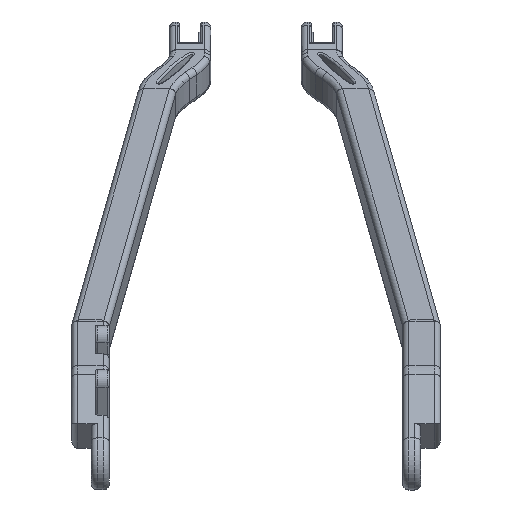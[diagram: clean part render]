
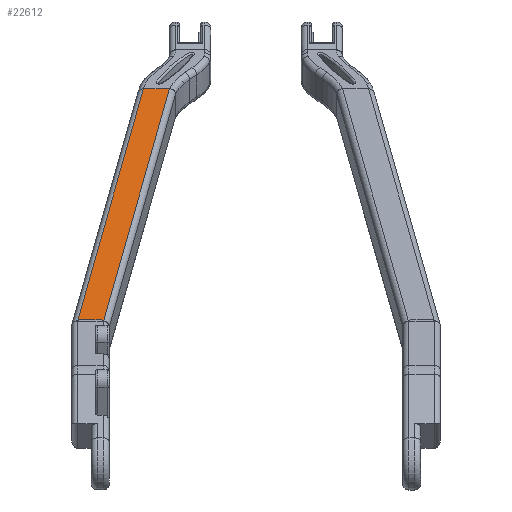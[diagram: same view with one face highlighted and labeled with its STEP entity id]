
A CAD part, left-side view. The second image highlights one B-rep face of the part: STEP entity #22612.
In plain terms, the highlighted planar face has unit normal (-0.489, 0, 0.872).
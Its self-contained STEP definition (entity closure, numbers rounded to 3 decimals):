
#22612 = ADVANCED_FACE('',(#22613),#22627,.T.);
#22613 = FACE_BOUND('',#22614,.F.);
#22614 = EDGE_LOOP('',(#22615,#22650,#22678,#22706));
#22615 = ORIENTED_EDGE('',*,*,#22616,.F.);
#22616 = EDGE_CURVE('',#22617,#22619,#22621,.T.);
#22617 = VERTEX_POINT('',#22618);
#22618 = CARTESIAN_POINT('',(-363.727,77.071,
    411.192));
#22619 = VERTEX_POINT('',#22620);
#22620 = CARTESIAN_POINT('',(-154.484,43.68,
    528.5));
#22621 = SURFACE_CURVE('',#22622,(#22626,#22638),.PCURVE_S1.);
#22622 = LINE('',#22623,#22624);
#22623 = CARTESIAN_POINT('',(-369.705,78.025,
    407.84));
#22624 = VECTOR('',#22625,1.);
#22625 = DIRECTION('',(0.864,-0.138,0.484));
#22626 = PCURVE('',#22627,#22632);
#22627 = PLANE('',#22628);
#22628 = AXIS2_PLACEMENT_3D('',#22629,#22630,#22631);
#22629 = CARTESIAN_POINT('',(-370.065,75.054,
    407.638));
#22630 = DIRECTION('',(-0.489,0.,
    0.872));
#22631 = DIRECTION('',(-0.864,0.138,-0.484));
#22632 = DEFINITIONAL_REPRESENTATION('',(#22633),#22637);
#22633 = LINE('',#22634,#22635);
#22634 = CARTESIAN_POINT('',(0.,-3.));
#22635 = VECTOR('',#22636,1.);
#22636 = DIRECTION('',(-1.,0.));
#22637 = ( GEOMETRIC_REPRESENTATION_CONTEXT(2) 
PARAMETRIC_REPRESENTATION_CONTEXT() REPRESENTATION_CONTEXT('2D SPACE',''
  ) );
#22638 = PCURVE('',#22639,#22644);
#22639 = CYLINDRICAL_SURFACE('',#22640,3.);
#22640 = AXIS2_PLACEMENT_3D('',#22641,#22642,#22643);
#22641 = CARTESIAN_POINT('',(-368.238,78.025,
    405.224));
#22642 = DIRECTION('',(0.864,-0.138,0.484));
#22643 = DIRECTION('',(-0.489,0.,
    0.872));
#22644 = DEFINITIONAL_REPRESENTATION('',(#22645),#22649);
#22645 = LINE('',#22646,#22647);
#22646 = CARTESIAN_POINT('',(0.,0.));
#22647 = VECTOR('',#22648,1.);
#22648 = DIRECTION('',(0.,1.));
#22649 = ( GEOMETRIC_REPRESENTATION_CONTEXT(2) 
PARAMETRIC_REPRESENTATION_CONTEXT() REPRESENTATION_CONTEXT('2D SPACE',''
  ) );
#22650 = ORIENTED_EDGE('',*,*,#22651,.T.);
#22651 = EDGE_CURVE('',#22617,#22652,#22654,.T.);
#22652 = VERTEX_POINT('',#22653);
#22653 = CARTESIAN_POINT('',(-363.728,90.197,
    411.192));
#22654 = SURFACE_CURVE('',#22655,(#22659,#22666),.PCURVE_S1.);
#22655 = LINE('',#22656,#22657);
#22656 = CARTESIAN_POINT('',(-363.727,69.692,
    411.191));
#22657 = VECTOR('',#22658,1.);
#22658 = DIRECTION('',(0.,1.,
    0.));
#22659 = PCURVE('',#22627,#22660);
#22660 = DEFINITIONAL_REPRESENTATION('',(#22661),#22665);
#22661 = LINE('',#22662,#22663);
#22662 = CARTESIAN_POINT('',(-7.936,4.309));
#22663 = VECTOR('',#22664,1.);
#22664 = DIRECTION('',(0.138,-0.99));
#22665 = ( GEOMETRIC_REPRESENTATION_CONTEXT(2) 
PARAMETRIC_REPRESENTATION_CONTEXT() REPRESENTATION_CONTEXT('2D SPACE',''
  ) );
#22666 = PCURVE('',#22667,#22672);
#22667 = PLANE('',#22668);
#22668 = AXIS2_PLACEMENT_3D('',#22669,#22670,#22671);
#22669 = CARTESIAN_POINT('',(-363.727,69.692,
    411.191));
#22670 = DIRECTION('',(-0.872,0.,
    -0.489));
#22671 = DIRECTION('',(0.,-1.,
    0.));
#22672 = DEFINITIONAL_REPRESENTATION('',(#22673),#22677);
#22673 = LINE('',#22674,#22675);
#22674 = CARTESIAN_POINT('',(0.,0.));
#22675 = VECTOR('',#22676,1.);
#22676 = DIRECTION('',(-1.,0.));
#22677 = ( GEOMETRIC_REPRESENTATION_CONTEXT(2) 
PARAMETRIC_REPRESENTATION_CONTEXT() REPRESENTATION_CONTEXT('2D SPACE',''
  ) );
#22678 = ORIENTED_EDGE('',*,*,#22679,.T.);
#22679 = EDGE_CURVE('',#22652,#22680,#22682,.T.);
#22680 = VERTEX_POINT('',#22681);
#22681 = CARTESIAN_POINT('',(-154.484,56.805,
    528.5));
#22682 = SURFACE_CURVE('',#22683,(#22687,#22694),.PCURVE_S1.);
#22683 = LINE('',#22684,#22685);
#22684 = CARTESIAN_POINT('',(-368.142,90.901,
    408.717));
#22685 = VECTOR('',#22686,1.);
#22686 = DIRECTION('',(0.864,-0.138,0.484));
#22687 = PCURVE('',#22627,#22688);
#22688 = DEFINITIONAL_REPRESENTATION('',(#22689),#22693);
#22689 = LINE('',#22690,#22691);
#22690 = CARTESIAN_POINT('',(0.,-16.));
#22691 = VECTOR('',#22692,1.);
#22692 = DIRECTION('',(-1.,0.));
#22693 = ( GEOMETRIC_REPRESENTATION_CONTEXT(2) 
PARAMETRIC_REPRESENTATION_CONTEXT() REPRESENTATION_CONTEXT('2D SPACE',''
  ) );
#22694 = PCURVE('',#22695,#22700);
#22695 = CYLINDRICAL_SURFACE('',#22696,3.);
#22696 = AXIS2_PLACEMENT_3D('',#22697,#22698,#22699);
#22697 = CARTESIAN_POINT('',(-366.675,90.901,
    406.101));
#22698 = DIRECTION('',(0.864,-0.138,0.484));
#22699 = DIRECTION('',(-0.489,0.,
    0.872));
#22700 = DEFINITIONAL_REPRESENTATION('',(#22701),#22705);
#22701 = LINE('',#22702,#22703);
#22702 = CARTESIAN_POINT('',(-0.,0.));
#22703 = VECTOR('',#22704,1.);
#22704 = DIRECTION('',(-0.,1.));
#22705 = ( GEOMETRIC_REPRESENTATION_CONTEXT(2) 
PARAMETRIC_REPRESENTATION_CONTEXT() REPRESENTATION_CONTEXT('2D SPACE',''
  ) );
#22706 = ORIENTED_EDGE('',*,*,#22707,.F.);
#22707 = EDGE_CURVE('',#22619,#22680,#22708,.T.);
#22708 = SURFACE_CURVE('',#22709,(#22713,#22720),.PCURVE_S1.);
#22709 = LINE('',#22710,#22711);
#22710 = CARTESIAN_POINT('',(-154.484,52.026,
    528.5));
#22711 = VECTOR('',#22712,1.);
#22712 = DIRECTION('',(0.,1.,
    0.));
#22713 = PCURVE('',#22627,#22714);
#22714 = DEFINITIONAL_REPRESENTATION('',(#22715),#22719);
#22715 = LINE('',#22716,#22717);
#22716 = CARTESIAN_POINT('',(-247.965,-11.267));
#22717 = VECTOR('',#22718,1.);
#22718 = DIRECTION('',(0.138,-0.99));
#22719 = ( GEOMETRIC_REPRESENTATION_CONTEXT(2) 
PARAMETRIC_REPRESENTATION_CONTEXT() REPRESENTATION_CONTEXT('2D SPACE',''
  ) );
#22720 = PCURVE('',#22721,#22726);
#22721 = PLANE('',#22722);
#22722 = AXIS2_PLACEMENT_3D('',#22723,#22724,#22725);
#22723 = CARTESIAN_POINT('',(-140.547,29.,504.84));
#22724 = DIRECTION('',(-0.862,0.,-0.508));
#22725 = DIRECTION('',(0.508,0.,-0.862));
#22726 = DEFINITIONAL_REPRESENTATION('',(#22727),#22731);
#22727 = LINE('',#22728,#22729);
#22728 = CARTESIAN_POINT('',(-27.46,-23.026));
#22729 = VECTOR('',#22730,1.);
#22730 = DIRECTION('',(0.,-1.));
#22731 = ( GEOMETRIC_REPRESENTATION_CONTEXT(2) 
PARAMETRIC_REPRESENTATION_CONTEXT() REPRESENTATION_CONTEXT('2D SPACE',''
  ) );
